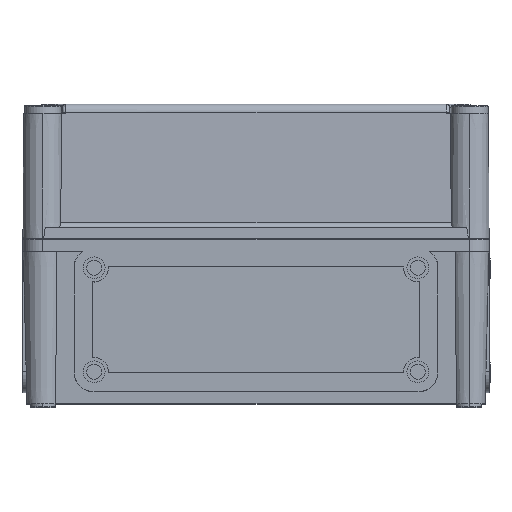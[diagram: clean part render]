
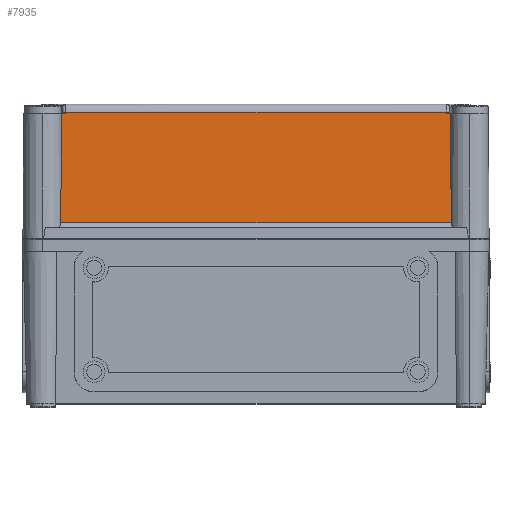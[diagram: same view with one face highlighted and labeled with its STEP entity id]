
A CAD part, top view. The second image highlights one B-rep face of the part: STEP entity #7935.
In plain terms, the highlighted planar face has unit normal (0, 0.019, 1).
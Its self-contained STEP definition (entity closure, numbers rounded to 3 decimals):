
#1013 = VERTEX_POINT ( 'NONE', #3800 ) ;
#2319 =( BOUNDED_CURVE ( )  B_SPLINE_CURVE ( 3, ( #5795, #21244, #3482, #11187 ),
 .UNSPECIFIED., .F., .F. ) 
 B_SPLINE_CURVE_WITH_KNOTS ( ( 4, 4 ),
 ( 4.8, 4.911 ),
 .UNSPECIFIED. ) 
 CURVE ( )  GEOMETRIC_REPRESENTATION_ITEM ( )  RATIONAL_B_SPLINE_CURVE ( ( 1., 0.999, 0.999, 1. ) ) 
 REPRESENTATION_ITEM ( '' )  );
#3026 = VERTEX_POINT ( 'NONE', #23710 ) ;
#3482 = CARTESIAN_POINT ( 'NONE',  ( -116.224, 30.943, 131.917 ) ) ;
#3800 = CARTESIAN_POINT ( 'NONE',  ( 113.537, 75.096, 131.069 ) ) ;
#4427 = VECTOR ( 'NONE', #31568, 1000. ) ;
#4698 = CARTESIAN_POINT ( 'NONE',  ( 116.131, 74.5, 131.081 ) ) ;
#5037 = AXIS2_PLACEMENT_3D ( 'NONE', #24357, #29349, #6970 ) ;
#5097 = VERTEX_POINT ( 'NONE', #23063 ) ;
#5120 = PLANE ( 'NONE',  #5037 ) ;
#5422 = CARTESIAN_POINT ( 'NONE',  ( 127., 74.5, 131.081 ) ) ;
#5425 = VERTEX_POINT ( 'NONE', #30183 ) ;
#5795 = CARTESIAN_POINT ( 'NONE',  ( -116.131, 74.5, 131.081 ) ) ;
#5974 = EDGE_CURVE ( 'NONE', #22307, #24587, #14821, .T. ) ;
#6970 = DIRECTION ( 'NONE',  ( 0., -1., 0.019 ) ) ;
#7157 = EDGE_CURVE ( 'NONE', #1013, #18474, #21130, .T. ) ;
#7587 = ORIENTED_EDGE ( 'NONE', *, *, #25712, .T. ) ;
#7935 = ADVANCED_FACE ( 'NONE', ( #23932 ), #5120, .T. ) ;
#8049 = EDGE_CURVE ( 'NONE', #5097, #3026, #10730, .T. ) ;
#8895 = CARTESIAN_POINT ( 'NONE',  ( 113.542, 74.897, 131.073 ) ) ;
#9183 = ORIENTED_EDGE ( 'NONE', *, *, #29113, .T. ) ;
#9275 = ORIENTED_EDGE ( 'NONE', *, *, #25482, .T. ) ;
#9570 = VECTOR ( 'NONE', #22083, 1000. ) ;
#9839 = EDGE_CURVE ( 'NONE', #5425, #18480, #16773, .T. ) ;
#9857 = CARTESIAN_POINT ( 'NONE',  ( 116.304, 9.442, 132.33 ) ) ;
#9955 = ORIENTED_EDGE ( 'NONE', *, *, #5974, .T. ) ;
#10438 = CARTESIAN_POINT ( 'NONE',  ( -113.537, 75.096, 131.069 ) ) ;
#10491 = CARTESIAN_POINT ( 'NONE',  ( -116.304, 9.442, 132.33 ) ) ;
#10730 = LINE ( 'NONE', #5422, #11330 ) ;
#11187 = CARTESIAN_POINT ( 'NONE',  ( -116.304, 9.442, 132.33 ) ) ;
#11248 = CARTESIAN_POINT ( 'NONE',  ( -132.387, 9.442, 132.33 ) ) ;
#11330 = VECTOR ( 'NONE', #22537, 1000. ) ;
#13024 = CARTESIAN_POINT ( 'NONE',  ( -116.131, 74.5, 131.081 ) ) ;
#13795 = CARTESIAN_POINT ( 'NONE',  ( 113.537, 75.096, 131.069 ) ) ;
#14821 = LINE ( 'NONE', #11248, #4427 ) ;
#16292 = CARTESIAN_POINT ( 'NONE',  ( -113.551, 74.5, 131.081 ) ) ;
#16477 = CARTESIAN_POINT ( 'NONE',  ( 116.304, 9.442, 132.33 ) ) ;
#16505 = CARTESIAN_POINT ( 'NONE',  ( -113.537, 75.096, 131.069 ) ) ;
#16718 = EDGE_CURVE ( 'NONE', #24587, #5097, #26762, .T. ) ;
#16773 = LINE ( 'NONE', #24476, #16822 ) ;
#16822 = VECTOR ( 'NONE', #21908, 1000. ) ;
#17578 = ORIENTED_EDGE ( 'NONE', *, *, #9839, .T. ) ;
#17687 = CARTESIAN_POINT ( 'NONE',  ( 116.224, 30.943, 131.917 ) ) ;
#18474 = VERTEX_POINT ( 'NONE', #10438 ) ;
#18480 = VERTEX_POINT ( 'NONE', #13024 ) ;
#19577 = ORIENTED_EDGE ( 'NONE', *, *, #16718, .T. ) ;
#19795 = EDGE_LOOP ( 'NONE', ( #31969, #9183, #17578, #7587, #9955, #19577, #31545, #9275 ) ) ;
#20480 = B_SPLINE_CURVE_WITH_KNOTS ( 'NONE', 3,
 ( #21450, #26749, #8895, #13795 ),
 .UNSPECIFIED., .F., .F.,
 ( 4, 4 ),
 ( 0.065, 0.066 ),
 .UNSPECIFIED. ) ;
#21130 = LINE ( 'NONE', #30291, #9570 ) ;
#21244 = CARTESIAN_POINT ( 'NONE',  ( -116.166, 52.651, 131.5 ) ) ;
#21424 = CARTESIAN_POINT ( 'NONE',  ( -113.546, 74.699, 131.077 ) ) ;
#21450 = CARTESIAN_POINT ( 'NONE',  ( 113.551, 74.5, 131.081 ) ) ;
#21908 = DIRECTION ( 'NONE',  ( -1., 0., 0. ) ) ;
#22083 = DIRECTION ( 'NONE',  ( -1., 0., 0. ) ) ;
#22141 = B_SPLINE_CURVE_WITH_KNOTS ( 'NONE', 3,
 ( #16505, #31902, #21424, #16292 ),
 .UNSPECIFIED., .F., .F.,
 ( 4, 4 ),
 ( 0., 0.001 ),
 .UNSPECIFIED. ) ;
#22307 = VERTEX_POINT ( 'NONE', #10491 ) ;
#22537 = DIRECTION ( 'NONE',  ( -1., 0., 0. ) ) ;
#23063 = CARTESIAN_POINT ( 'NONE',  ( 116.131, 74.5, 131.081 ) ) ;
#23710 = CARTESIAN_POINT ( 'NONE',  ( 113.551, 74.5, 131.081 ) ) ;
#23932 = FACE_OUTER_BOUND ( 'NONE', #19795, .T. ) ;
#24357 = CARTESIAN_POINT ( 'NONE',  ( -132.387, 6.5, 132.387 ) ) ;
#24476 = CARTESIAN_POINT ( 'NONE',  ( 127., 74.5, 131.081 ) ) ;
#24587 = VERTEX_POINT ( 'NONE', #16477 ) ;
#25482 = EDGE_CURVE ( 'NONE', #3026, #1013, #20480, .T. ) ;
#25712 = EDGE_CURVE ( 'NONE', #18480, #22307, #2319, .T. ) ;
#26749 = CARTESIAN_POINT ( 'NONE',  ( 113.546, 74.699, 131.077 ) ) ;
#26762 =( BOUNDED_CURVE ( )  B_SPLINE_CURVE ( 3, ( #9857, #17687, #29781, #4698 ),
 .UNSPECIFIED., .F., .F. ) 
 B_SPLINE_CURVE_WITH_KNOTS ( ( 4, 4 ),
 ( 1.372, 1.484 ),
 .UNSPECIFIED. ) 
 CURVE ( )  GEOMETRIC_REPRESENTATION_ITEM ( )  RATIONAL_B_SPLINE_CURVE ( ( 1., 0.999, 0.999, 1. ) ) 
 REPRESENTATION_ITEM ( '' )  );
#29113 = EDGE_CURVE ( 'NONE', #18474, #5425, #22141, .T. ) ;
#29349 = DIRECTION ( 'NONE',  ( 0., 0.019, 1. ) ) ;
#29781 = CARTESIAN_POINT ( 'NONE',  ( 116.166, 52.651, 131.5 ) ) ;
#30183 = CARTESIAN_POINT ( 'NONE',  ( -113.551, 74.5, 131.081 ) ) ;
#30291 = CARTESIAN_POINT ( 'NONE',  ( -115.98, 75.096, 131.069 ) ) ;
#31545 = ORIENTED_EDGE ( 'NONE', *, *, #8049, .T. ) ;
#31568 = DIRECTION ( 'NONE',  ( 1., 0., 0. ) ) ;
#31902 = CARTESIAN_POINT ( 'NONE',  ( -113.542, 74.897, 131.073 ) ) ;
#31969 = ORIENTED_EDGE ( 'NONE', *, *, #7157, .T. ) ;
